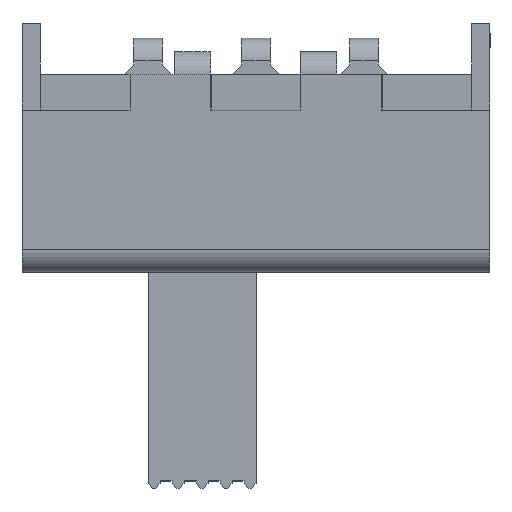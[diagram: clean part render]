
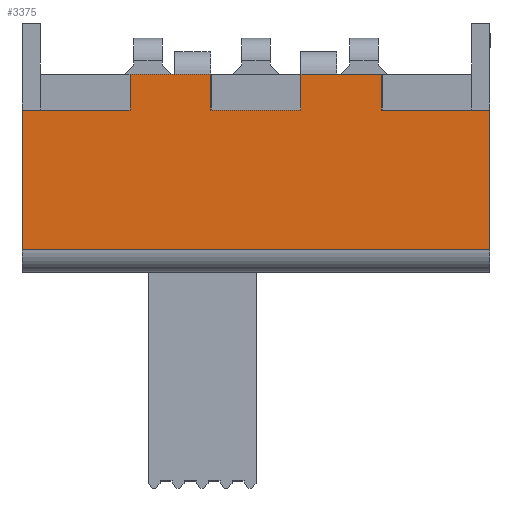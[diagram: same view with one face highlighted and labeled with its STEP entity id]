
A CAD part, top view. The second image highlights one B-rep face of the part: STEP entity #3375.
In plain terms, the highlighted planar face has unit normal (0, 0, 1).
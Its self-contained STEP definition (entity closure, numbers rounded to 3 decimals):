
#1595 = VERTEX_POINT('',#1596);
#1596 = CARTESIAN_POINT('',(-2.247,1.,
    5.808));
#1606 = VERTEX_POINT('',#1607);
#1607 = CARTESIAN_POINT('',(-3.497,1.,
    5.808));
#1613 = EDGE_CURVE('',#1606,#1595,#1614,.T.);
#1614 = LINE('',#1615,#1616);
#1615 = CARTESIAN_POINT('',(3.503,1.,5.808
    ));
#1616 = VECTOR('',#1617,1.);
#1617 = DIRECTION('',(1.,0.,0.));
#1750 = VERTEX_POINT('',#1751);
#1751 = CARTESIAN_POINT('',(1.253,1.,5.808
    ));
#1758 = EDGE_CURVE('',#1759,#1750,#1761,.T.);
#1759 = VERTEX_POINT('',#1760);
#1760 = CARTESIAN_POINT('',(1.253,0.,
    5.808));
#1761 = LINE('',#1762,#1763);
#1762 = CARTESIAN_POINT('',(1.253,0.,
    5.808));
#1763 = VECTOR('',#1764,1.);
#1764 = DIRECTION('',(0.,1.,0.));
#1833 = VERTEX_POINT('',#1834);
#1834 = CARTESIAN_POINT('',(2.253,1.,5.808
    ));
#1840 = EDGE_CURVE('',#1833,#1841,#1843,.T.);
#1841 = VERTEX_POINT('',#1842);
#1842 = CARTESIAN_POINT('',(3.503,1.,5.808
    ));
#1843 = LINE('',#1844,#1845);
#1844 = CARTESIAN_POINT('',(3.503,1.,5.808
    ));
#1845 = VECTOR('',#1846,1.);
#1846 = DIRECTION('',(1.,0.,0.));
#3299 = VERTEX_POINT('',#3300);
#3300 = CARTESIAN_POINT('',(-3.497,0.,
    5.808));
#3306 = EDGE_CURVE('',#3299,#3307,#3309,.T.);
#3307 = VERTEX_POINT('',#3308);
#3308 = CARTESIAN_POINT('',(-6.497,0.,
    5.808));
#3309 = LINE('',#3310,#3311);
#3310 = CARTESIAN_POINT('',(-6.497,0.,
    5.808));
#3311 = VECTOR('',#3312,1.);
#3312 = DIRECTION('',(-1.,0.,0.));
#3340 = EDGE_CURVE('',#1606,#3299,#3341,.T.);
#3341 = LINE('',#3342,#3343);
#3342 = CARTESIAN_POINT('',(-3.497,1.,
    5.808));
#3343 = VECTOR('',#3344,1.);
#3344 = DIRECTION('',(0.,-1.,0.));
#3375 = ADVANCED_FACE('',(#3376),#3449,.F.);
#3376 = FACE_BOUND('',#3377,.T.);
#3377 = EDGE_LOOP('',(#3378,#3384,#3385,#3393,#3401,#3407,#3408,#3409,
    #3410,#3418,#3426,#3434,#3442,#3448));
#3378 = ORIENTED_EDGE('',*,*,#3379,.T.);
#3379 = EDGE_CURVE('',#1833,#1750,#3380,.T.);
#3380 = LINE('',#3381,#3382);
#3381 = CARTESIAN_POINT('',(2.253,1.,5.808
    ));
#3382 = VECTOR('',#3383,1.);
#3383 = DIRECTION('',(-1.,0.,0.));
#3384 = ORIENTED_EDGE('',*,*,#1758,.F.);
#3385 = ORIENTED_EDGE('',*,*,#3386,.F.);
#3386 = EDGE_CURVE('',#3387,#1759,#3389,.T.);
#3387 = VERTEX_POINT('',#3388);
#3388 = CARTESIAN_POINT('',(-1.247,0.,
    5.808));
#3389 = LINE('',#3390,#3391);
#3390 = CARTESIAN_POINT('',(1.253,0.,
    5.808));
#3391 = VECTOR('',#3392,1.);
#3392 = DIRECTION('',(1.,0.,0.));
#3393 = ORIENTED_EDGE('',*,*,#3394,.T.);
#3394 = EDGE_CURVE('',#3387,#3395,#3397,.T.);
#3395 = VERTEX_POINT('',#3396);
#3396 = CARTESIAN_POINT('',(-1.247,1.,
    5.808));
#3397 = LINE('',#3398,#3399);
#3398 = CARTESIAN_POINT('',(-1.247,0.,
    5.808));
#3399 = VECTOR('',#3400,1.);
#3400 = DIRECTION('',(0.,1.,0.));
#3401 = ORIENTED_EDGE('',*,*,#3402,.T.);
#3402 = EDGE_CURVE('',#3395,#1595,#3403,.T.);
#3403 = LINE('',#3404,#3405);
#3404 = CARTESIAN_POINT('',(2.253,1.,5.808
    ));
#3405 = VECTOR('',#3406,1.);
#3406 = DIRECTION('',(-1.,0.,0.));
#3407 = ORIENTED_EDGE('',*,*,#1613,.F.);
#3408 = ORIENTED_EDGE('',*,*,#3340,.T.);
#3409 = ORIENTED_EDGE('',*,*,#3306,.T.);
#3410 = ORIENTED_EDGE('',*,*,#3411,.T.);
#3411 = EDGE_CURVE('',#3307,#3412,#3414,.T.);
#3412 = VERTEX_POINT('',#3413);
#3413 = CARTESIAN_POINT('',(-6.497,-3.875,
    5.808));
#3414 = LINE('',#3415,#3416);
#3415 = CARTESIAN_POINT('',(-6.497,-4.,
    5.808));
#3416 = VECTOR('',#3417,1.);
#3417 = DIRECTION('',(0.,-1.,0.));
#3418 = ORIENTED_EDGE('',*,*,#3419,.F.);
#3419 = EDGE_CURVE('',#3420,#3412,#3422,.T.);
#3420 = VERTEX_POINT('',#3421);
#3421 = CARTESIAN_POINT('',(6.503,-3.875,
    5.808));
#3422 = LINE('',#3423,#3424);
#3423 = CARTESIAN_POINT('',(-6.497,-3.875,
    5.808));
#3424 = VECTOR('',#3425,1.);
#3425 = DIRECTION('',(-1.,0.,-0.));
#3426 = ORIENTED_EDGE('',*,*,#3427,.T.);
#3427 = EDGE_CURVE('',#3420,#3428,#3430,.T.);
#3428 = VERTEX_POINT('',#3429);
#3429 = CARTESIAN_POINT('',(6.503,0.,
    5.808));
#3430 = LINE('',#3431,#3432);
#3431 = CARTESIAN_POINT('',(6.503,-4.,
    5.808));
#3432 = VECTOR('',#3433,1.);
#3433 = DIRECTION('',(0.,1.,0.));
#3434 = ORIENTED_EDGE('',*,*,#3435,.T.);
#3435 = EDGE_CURVE('',#3428,#3436,#3438,.T.);
#3436 = VERTEX_POINT('',#3437);
#3437 = CARTESIAN_POINT('',(3.503,0.,
    5.808));
#3438 = LINE('',#3439,#3440);
#3439 = CARTESIAN_POINT('',(-6.497,0.,
    5.808));
#3440 = VECTOR('',#3441,1.);
#3441 = DIRECTION('',(-1.,0.,0.));
#3442 = ORIENTED_EDGE('',*,*,#3443,.F.);
#3443 = EDGE_CURVE('',#1841,#3436,#3444,.T.);
#3444 = LINE('',#3445,#3446);
#3445 = CARTESIAN_POINT('',(3.503,1.,5.808
    ));
#3446 = VECTOR('',#3447,1.);
#3447 = DIRECTION('',(0.,-1.,0.));
#3448 = ORIENTED_EDGE('',*,*,#1840,.F.);
#3449 = PLANE('',#3450);
#3450 = AXIS2_PLACEMENT_3D('',#3451,#3452,#3453);
#3451 = CARTESIAN_POINT('',(-6.497,-4.,
    5.808));
#3452 = DIRECTION('',(0.,0.,-1.));
#3453 = DIRECTION('',(0.,1.,0.));
